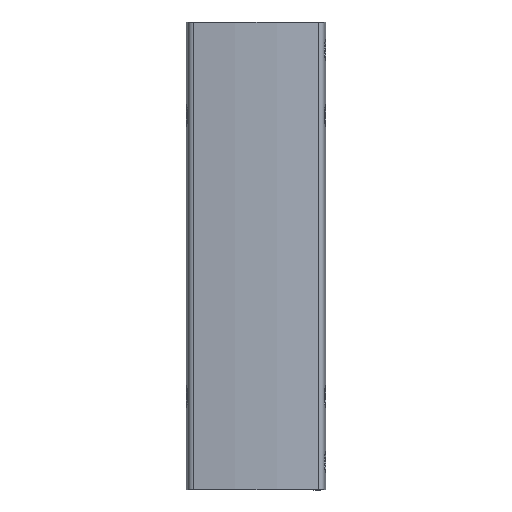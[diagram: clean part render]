
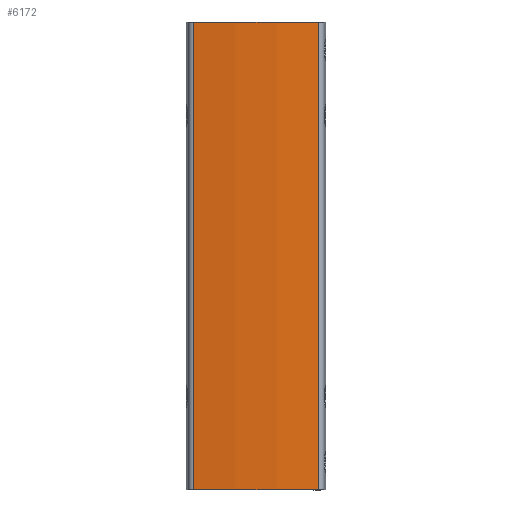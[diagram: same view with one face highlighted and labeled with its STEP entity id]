
A CAD part, left-side view. The second image highlights one B-rep face of the part: STEP entity #6172.
In plain terms, the highlighted cylindrical face has radius 255 mm (diameter 510 mm), a partial arc.
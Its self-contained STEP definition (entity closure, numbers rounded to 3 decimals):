
#3335=CARTESIAN_POINT('',(227.5,0.,0.));
#3336=DIRECTION('',(0.,0.,1.));
#3337=DIRECTION('',(-0.991,0.132,0.));
#3338=AXIS2_PLACEMENT_3D('',#3335,#3336,#3337);
#4033=DIRECTION('',(0.,0.,-1.));
#4034=VECTOR('',#4033,250.);
#4035=CARTESIAN_POINT('',(-25.273,33.63,250.));
#4036=LINE('',#4035,#4034);
#4040=DIRECTION('',(0.,0.,-1.));
#4041=VECTOR('',#4040,250.);
#4042=CARTESIAN_POINT('',(-25.273,-33.63,250.));
#4043=LINE('',#4042,#4041);
#4103=CARTESIAN_POINT('',(227.5,0.,250.));
#4104=DIRECTION('',(0.,0.,1.));
#4105=DIRECTION('',(-0.991,0.132,0.));
#4106=AXIS2_PLACEMENT_3D('',#4103,#4104,#4105);
#5631=CARTESIAN_POINT('',(-25.273,33.63,0.));
#5633=VERTEX_POINT('',#5631);
#5637=CARTESIAN_POINT('',(-25.273,33.63,250.));
#5638=VERTEX_POINT('',#5637);
#5656=CARTESIAN_POINT('',(-25.273,-33.63,0.));
#5658=VERTEX_POINT('',#5656);
#5659=CARTESIAN_POINT('',(-25.273,-33.63,250.));
#5660=VERTEX_POINT('',#5659);
#6160=CARTESIAN_POINT('',(227.5,0.,0.));
#6161=DIRECTION('',(0.,0.,1.));
#6162=DIRECTION('',(1.,0.,0.));
#6163=AXIS2_PLACEMENT_3D('',#6160,#6161,#6162);
#6164=CYLINDRICAL_SURFACE('',#6163,255.);
#6165=ORIENTED_EDGE('',*,*,#5999,.F.);
#6167=ORIENTED_EDGE('',*,*,#6166,.T.);
#6168=ORIENTED_EDGE('',*,*,#6152,.T.);
#6169=ORIENTED_EDGE('',*,*,#5922,.F.);
#6170=EDGE_LOOP('',(#6165,#6167,#6168,#6169));
#6171=FACE_OUTER_BOUND('',#6170,.F.);
#3339=CIRCLE('',#3338,255.);
#4107=CIRCLE('',#4106,255.);
#5922=EDGE_CURVE('',#5633,#5658,#3339,.T.);
#5999=EDGE_CURVE('',#5638,#5633,#4036,.T.);
#6152=EDGE_CURVE('',#5660,#5658,#4043,.T.);
#6166=EDGE_CURVE('',#5638,#5660,#4107,.T.);
#6172=ADVANCED_FACE('',(#6171),#6164,.T.);
